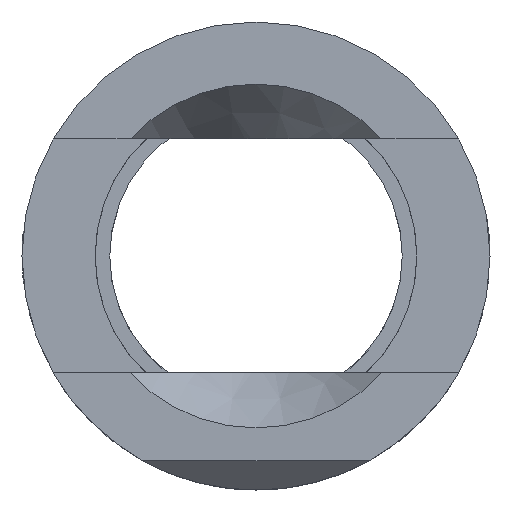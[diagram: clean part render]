
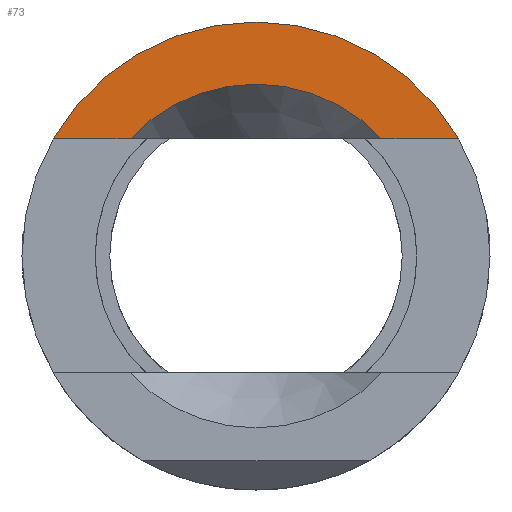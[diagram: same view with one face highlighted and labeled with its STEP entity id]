
A CAD part, left-side view. The second image highlights one B-rep face of the part: STEP entity #73.
In plain terms, the highlighted planar face has unit normal (-1, 0, 0).
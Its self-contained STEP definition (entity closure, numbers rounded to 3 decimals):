
#73 = ADVANCED_FACE( '', ( #174 ), #175, .T. );
#174 = FACE_OUTER_BOUND( '', #309, .T. );
#175 = PLANE( '', #310 );
#309 = EDGE_LOOP( '', ( #460, #461, #462, #463 ) );
#310 = AXIS2_PLACEMENT_3D( '', #464, #465, #466 );
#460 = ORIENTED_EDGE( '', *, *, #787, .F. );
#461 = ORIENTED_EDGE( '', *, *, #788, .T. );
#462 = ORIENTED_EDGE( '', *, *, #789, .F. );
#463 = ORIENTED_EDGE( '', *, *, #790, .F. );
#464 = CARTESIAN_POINT( '', ( -25.338, 11.75, 0. ) );
#465 = DIRECTION( '', ( -1., 0., 0. ) );
#466 = DIRECTION( '', ( 0., 0., 1. ) );
#787 = EDGE_CURVE( '', #937, #938, #939, .T. );
#788 = EDGE_CURVE( '', #937, #940, #941, .T. );
#789 = EDGE_CURVE( '', #942, #940, #943, .T. );
#790 = EDGE_CURVE( '', #938, #942, #944, .T. );
#937 = VERTEX_POINT( '', #1172 );
#938 = VERTEX_POINT( '', #1173 );
#939 = LINE( '', #1174, #1175 );
#940 = VERTEX_POINT( '', #1176 );
#941 = CIRCLE( '', #1177, 16. );
#942 = VERTEX_POINT( '', #1178 );
#943 = LINE( '', #1179, #1180 );
#944 = CIRCLE( '', #1181, 11.75 );
#1172 = CARTESIAN_POINT( '', ( -25.338, -13.856, 8. ) );
#1173 = CARTESIAN_POINT( '', ( -25.338, -8.606, 8. ) );
#1174 = CARTESIAN_POINT( '', ( -25.338, 11.75, 8. ) );
#1175 = VECTOR( '', #1625, 1000. );
#1176 = CARTESIAN_POINT( '', ( -25.338, 13.856, 8. ) );
#1177 = AXIS2_PLACEMENT_3D( '', #1626, #1627, #1628 );
#1178 = CARTESIAN_POINT( '', ( -25.338, 8.606, 8. ) );
#1179 = CARTESIAN_POINT( '', ( -25.338, 11.75, 8. ) );
#1180 = VECTOR( '', #1629, 1000. );
#1181 = AXIS2_PLACEMENT_3D( '', #1630, #1631, #1632 );
#1625 = DIRECTION( '', ( 0., 1., 0. ) );
#1626 = CARTESIAN_POINT( '', ( -25.338, 0., 0. ) );
#1627 = DIRECTION( '', ( -1., 0., 0. ) );
#1628 = DIRECTION( '', ( 0., 0., 1. ) );
#1629 = DIRECTION( '', ( 0., 1., 0. ) );
#1630 = CARTESIAN_POINT( '', ( -25.338, 0., 0. ) );
#1631 = DIRECTION( '', ( -1., 0., 0. ) );
#1632 = DIRECTION( '', ( 0., 0., 1. ) );
